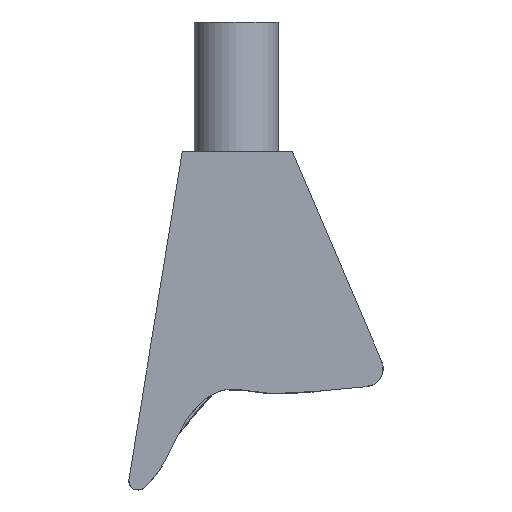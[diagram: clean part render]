
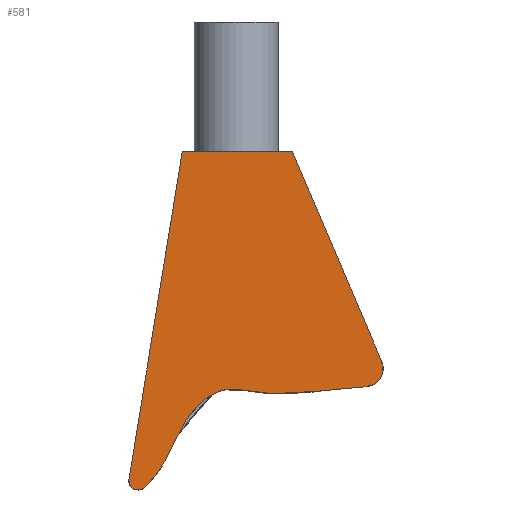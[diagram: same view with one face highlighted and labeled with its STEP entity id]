
A CAD part, left-side view. The second image highlights one B-rep face of the part: STEP entity #581.
In plain terms, the highlighted planar face has unit normal (-1, 0, 0).
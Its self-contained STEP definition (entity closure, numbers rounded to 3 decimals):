
#27=PLANE('',#621);
#58=LINE('',#1902,#94);
#59=LINE('',#1906,#95);
#61=LINE('',#1909,#97);
#62=LINE('',#1910,#98);
#94=VECTOR('',#688,10.);
#95=VECTOR('',#693,10.);
#97=VECTOR('',#697,10.);
#98=VECTOR('',#698,10.);
#111=(
BOUNDED_CURVE()
B_SPLINE_CURVE(5,(#1061,#1062,#1063,#1064,#1065,#1066,#1067,#1068,#1069,
#1070,#1071,#1072,#1073,#1074,#1075,#1076,#1077,#1078,#1079,#1080,#1081,
#1082,#1083,#1084,#1085,#1086,#1087,#1088,#1089,#1090,#1091,#1092),
 .UNSPECIFIED.,.F.,.F.)
B_SPLINE_CURVE_WITH_KNOTS((6,1,1,1,1,1,1,1,1,1,1,1,1,1,1,1,1,1,1,1,1,1,
1,1,1,1,1,6),(0.068,0.1,0.133,0.167,
0.2,0.233,0.267,0.3,0.333,0.367,
0.4,0.433,0.467,0.5,0.533,0.567,
0.6,0.633,0.667,0.7,0.733,0.767,
0.8,0.833,0.867,0.9,0.933,0.938),
 .UNSPECIFIED.)
CURVE()
GEOMETRIC_REPRESENTATION_ITEM()
RATIONAL_B_SPLINE_CURVE((1.,1.,1.,1.,1.,1.,1.,1.,1.,1.,1.,1.,1.,1.,1.,1.,
1.,1.,1.,1.,1.,1.,1.,1.,1.,1.,1.,1.,1.,1.,1.,1.))
REPRESENTATION_ITEM('')
);
#163=FACE_OUTER_BOUND('',#199,.T.);
#199=EDGE_LOOP('',(#497,#498,#499,#500,#501,#502,#503));
#219=B_SPLINE_CURVE_WITH_KNOTS('',3,(#764,#765,#766,#767,#768,#769,#770,
#771,#772,#773,#774,#775,#776),.UNSPECIFIED.,.F.,.F.,(4,3,3,3,4),(0.,0.027,
0.053,0.089,0.125),.UNSPECIFIED.);
#233=B_SPLINE_CURVE_WITH_KNOTS('',3,(#1348,#1349,#1350,#1351,#1352,#1353,
#1354,#1355,#1356,#1357),.UNSPECIFIED.,.F.,.F.,(4,3,3,4),(0.,0.082,
0.136,0.191),.UNSPECIFIED.);
#239=VERTEX_POINT('',#762);
#240=VERTEX_POINT('',#763);
#260=VERTEX_POINT('',#1056);
#273=VERTEX_POINT('',#1347);
#283=VERTEX_POINT('',#1898);
#284=VERTEX_POINT('',#1900);
#285=VERTEX_POINT('',#1905);
#291=EDGE_CURVE('',#239,#240,#219,.T.);
#315=EDGE_CURVE('',#239,#260,#111,.T.);
#331=EDGE_CURVE('',#273,#260,#233,.T.);
#359=EDGE_CURVE('',#284,#283,#58,.T.);
#361=EDGE_CURVE('',#283,#285,#59,.T.);
#363=EDGE_CURVE('',#273,#285,#61,.T.);
#364=EDGE_CURVE('',#240,#284,#62,.T.);
#497=ORIENTED_EDGE('',*,*,#291,.F.);
#498=ORIENTED_EDGE('',*,*,#315,.T.);
#499=ORIENTED_EDGE('',*,*,#331,.F.);
#500=ORIENTED_EDGE('',*,*,#363,.T.);
#501=ORIENTED_EDGE('',*,*,#361,.F.);
#502=ORIENTED_EDGE('',*,*,#359,.F.);
#503=ORIENTED_EDGE('',*,*,#364,.F.);
#581=ADVANCED_FACE('',(#163),#27,.F.);
#621=AXIS2_PLACEMENT_3D('',#1908,#695,#696);
#688=DIRECTION('',(0.,-1.,0.));
#693=DIRECTION('',(0.,-1.,0.));
#695=DIRECTION('center_axis',(1.,0.,0.));
#696=DIRECTION('ref_axis',(0.,1.,0.));
#697=DIRECTION('',(0.,0.393,0.92));
#698=DIRECTION('',(0.,-0.161,0.987));
#762=CARTESIAN_POINT('',(-62.275,4.957,-18.168));
#763=CARTESIAN_POINT('',(-62.275,5.792,-17.722));
#764=CARTESIAN_POINT('Ctrl Pts',(-62.275,4.957,-18.168));
#765=CARTESIAN_POINT('Ctrl Pts',(-62.275,5.022,-18.228));
#766=CARTESIAN_POINT('Ctrl Pts',(-62.275,5.103,-18.271));
#767=CARTESIAN_POINT('Ctrl Pts',(-62.275,5.19,-18.29));
#768=CARTESIAN_POINT('Ctrl Pts',(-62.275,5.276,-18.309));
#769=CARTESIAN_POINT('Ctrl Pts',(-62.275,5.368,-18.305));
#770=CARTESIAN_POINT('Ctrl Pts',(-62.275,5.453,-18.278));
#771=CARTESIAN_POINT('Ctrl Pts',(-62.275,5.565,-18.241));
#772=CARTESIAN_POINT('Ctrl Pts',(-62.275,5.664,-18.164));
#773=CARTESIAN_POINT('Ctrl Pts',(-62.275,5.725,-18.063));
#774=CARTESIAN_POINT('Ctrl Pts',(-62.275,5.787,-17.962));
#775=CARTESIAN_POINT('Ctrl Pts',(-62.275,5.811,-17.839));
#776=CARTESIAN_POINT('Ctrl Pts',(-62.275,5.792,-17.722));
#1056=CARTESIAN_POINT('',(-62.275,-7.024,-12.721));
#1061=CARTESIAN_POINT('Ctrl Pts',(-62.275,4.957,-18.168));
#1062=CARTESIAN_POINT('Ctrl Pts',(-62.275,4.876,-18.091));
#1063=CARTESIAN_POINT('Ctrl Pts',(-62.275,4.715,-17.935));
#1064=CARTESIAN_POINT('Ctrl Pts',(-62.275,4.494,-17.701));
#1065=CARTESIAN_POINT('Ctrl Pts',(-62.275,4.241,-17.388));
#1066=CARTESIAN_POINT('Ctrl Pts',(-62.275,3.985,-16.996));
#1067=CARTESIAN_POINT('Ctrl Pts',(-62.275,3.773,-16.593));
#1068=CARTESIAN_POINT('Ctrl Pts',(-62.275,3.582,-16.171));
#1069=CARTESIAN_POINT('Ctrl Pts',(-62.275,3.383,-15.724));
#1070=CARTESIAN_POINT('Ctrl Pts',(-62.275,3.148,-15.246));
#1071=CARTESIAN_POINT('Ctrl Pts',(-62.275,2.858,-14.744));
#1072=CARTESIAN_POINT('Ctrl Pts',(-62.275,2.508,-14.239));
#1073=CARTESIAN_POINT('Ctrl Pts',(-62.275,2.107,-13.767));
#1074=CARTESIAN_POINT('Ctrl Pts',(-62.275,1.67,-13.366));
#1075=CARTESIAN_POINT('Ctrl Pts',(-62.275,1.216,-13.068));
#1076=CARTESIAN_POINT('Ctrl Pts',(-62.275,0.759,-12.892));
#1077=CARTESIAN_POINT('Ctrl Pts',(-62.275,0.305,-12.833));
#1078=CARTESIAN_POINT('Ctrl Pts',(-62.275,-0.152,-12.861));
#1079=CARTESIAN_POINT('Ctrl Pts',(-62.275,-0.62,-12.938));
#1080=CARTESIAN_POINT('Ctrl Pts',(-62.275,-1.112,-13.023));
#1081=CARTESIAN_POINT('Ctrl Pts',(-62.275,-1.636,-13.085));
#1082=CARTESIAN_POINT('Ctrl Pts',(-62.275,-2.196,-13.111));
#1083=CARTESIAN_POINT('Ctrl Pts',(-62.275,-2.791,-13.099));
#1084=CARTESIAN_POINT('Ctrl Pts',(-62.275,-3.418,-13.056));
#1085=CARTESIAN_POINT('Ctrl Pts',(-62.275,-4.073,-12.994));
#1086=CARTESIAN_POINT('Ctrl Pts',(-62.275,-4.752,-12.924));
#1087=CARTESIAN_POINT('Ctrl Pts',(-62.275,-5.452,-12.853));
#1088=CARTESIAN_POINT('Ctrl Pts',(-62.275,-6.049,-12.798));
#1089=CARTESIAN_POINT('Ctrl Pts',(-62.275,-6.51,-12.759));
#1090=CARTESIAN_POINT('Ctrl Pts',(-62.275,-6.829,-12.735));
#1091=CARTESIAN_POINT('Ctrl Pts',(-62.275,-7.001,-12.723));
#1092=CARTESIAN_POINT('Ctrl Pts',(-62.275,-7.024,-12.721));
#1347=CARTESIAN_POINT('',(-62.275,-7.872,-11.331));
#1348=CARTESIAN_POINT('Ctrl Pts',(-62.275,-7.872,-11.331));
#1349=CARTESIAN_POINT('Ctrl Pts',(-62.275,-7.979,-11.581));
#1350=CARTESIAN_POINT('Ctrl Pts',(-62.275,-7.977,-11.875));
#1351=CARTESIAN_POINT('Ctrl Pts',(-62.275,-7.869,-12.124));
#1352=CARTESIAN_POINT('Ctrl Pts',(-62.275,-7.797,-12.29));
#1353=CARTESIAN_POINT('Ctrl Pts',(-62.275,-7.677,-12.436));
#1354=CARTESIAN_POINT('Ctrl Pts',(-62.275,-7.529,-12.54));
#1355=CARTESIAN_POINT('Ctrl Pts',(-62.275,-7.381,-12.645));
#1356=CARTESIAN_POINT('Ctrl Pts',(-62.275,-7.205,-12.708));
#1357=CARTESIAN_POINT('Ctrl Pts',(-62.275,-7.024,-12.721));
#1898=CARTESIAN_POINT('',(-62.275,0.,0.));
#1900=CARTESIAN_POINT('',(-62.275,2.908,0.));
#1902=CARTESIAN_POINT('',(-62.275,2.908,0.));
#1905=CARTESIAN_POINT('',(-62.275,-3.032,0.));
#1906=CARTESIAN_POINT('',(-62.275,2.908,0.));
#1908=CARTESIAN_POINT('Origin',(-62.275,-1.215,-9.5));
#1909=CARTESIAN_POINT('',(-62.275,-8.431,-12.638));
#1910=CARTESIAN_POINT('',(-62.275,6.,-19.));
